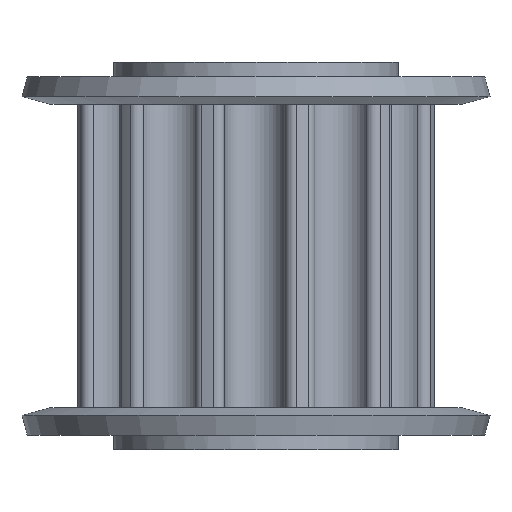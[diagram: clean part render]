
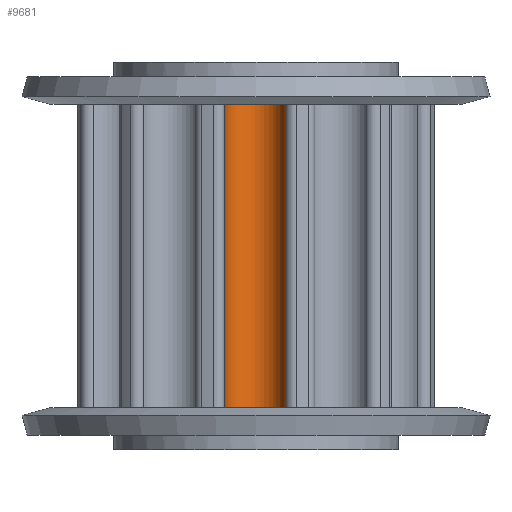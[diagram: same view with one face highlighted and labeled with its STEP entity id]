
A CAD part, front view. The second image highlights one B-rep face of the part: STEP entity #9681.
In plain terms, the highlighted cylindrical face has radius 1.499 mm (diameter 2.997 mm), a partial arc.
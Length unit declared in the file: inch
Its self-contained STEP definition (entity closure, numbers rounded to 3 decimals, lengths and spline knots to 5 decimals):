
#216 = VERTEX_POINT ( 'NONE', #3047 ) ;
#352 = AXIS2_PLACEMENT_3D ( 'NONE', #2789, #10929, #13165 ) ;
#384 = CARTESIAN_POINT ( 'NONE',  ( 0.0243, -0.27452, -0.294 ) ) ;
#797 = DIRECTION ( 'NONE',  ( 0., 0., -1. ) ) ;
#1182 = EDGE_CURVE ( 'NONE', #5640, #13810, #1577, .T. ) ;
#1264 = VERTEX_POINT ( 'NONE', #7659 ) ;
#1268 = DIRECTION ( 'NONE',  ( 0., 0., -1. ) ) ;
#1514 = CARTESIAN_POINT ( 'NONE',  ( -0.02765, -0.2742, 0.294 ) ) ;
#1546 = CIRCLE ( 'NONE', #9956, 0.059 ) ;
#1577 = LINE ( 'NONE', #7221, #6951 ) ;
#1598 = ORIENTED_EDGE ( 'NONE', *, *, #6620, .T. ) ;
#1851 = CARTESIAN_POINT ( 'NONE',  ( -0.002, -0.32733, 0.294 ) ) ;
#2157 = DIRECTION ( 'NONE',  ( 1., 0., 0. ) ) ;
#2163 = ORIENTED_EDGE ( 'NONE', *, *, #1182, .F. ) ;
#2318 = CIRCLE ( 'NONE', #10979, 0.059 ) ;
#2789 = CARTESIAN_POINT ( 'NONE',  ( -0.002, -0.32733, 0.294 ) ) ;
#3041 = DIRECTION ( 'NONE',  ( 0., 0., -1. ) ) ;
#3047 = CARTESIAN_POINT ( 'NONE',  ( -0.02765, -0.2742, -0.294 ) ) ;
#3520 = DIRECTION ( 'NONE',  ( 1., 0., 0. ) ) ;
#3670 = DIRECTION ( 'NONE',  ( -1., 0., 0. ) ) ;
#3704 = AXIS2_PLACEMENT_3D ( 'NONE', #12271, #1268, #3670 ) ;
#4518 = EDGE_LOOP ( 'NONE', ( #2163, #6768, #10146, #9128, #7902, #14746, #1598, #7605 ) ) ;
#4609 = CARTESIAN_POINT ( 'NONE',  ( 0.0243, -0.27452, 0.294 ) ) ;
#4827 = CARTESIAN_POINT ( 'NONE',  ( -0.002, -0.32733, -0.294 ) ) ;
#5180 = LINE ( 'NONE', #9771, #9746 ) ;
#5248 = VERTEX_POINT ( 'NONE', #8526 ) ;
#5568 = CARTESIAN_POINT ( 'NONE',  ( -0.002, -0.32733, -0.294 ) ) ;
#5640 = VERTEX_POINT ( 'NONE', #10585 ) ;
#5985 = CIRCLE ( 'NONE', #6703, 0.059 ) ;
#6315 = DIRECTION ( 'NONE',  ( 0., 0., -1. ) ) ;
#6620 = EDGE_CURVE ( 'NONE', #216, #14307, #1546, .T. ) ;
#6703 = AXIS2_PLACEMENT_3D ( 'NONE', #1851, #3041, #8999 ) ;
#6768 = ORIENTED_EDGE ( 'NONE', *, *, #6886, .F. ) ;
#6886 = EDGE_CURVE ( 'NONE', #9357, #5640, #5985, .T. ) ;
#6951 = VECTOR ( 'NONE', #6315, 39.37008 ) ;
#7221 = CARTESIAN_POINT ( 'NONE',  ( 0.057, -0.32733, 0.294 ) ) ;
#7605 = ORIENTED_EDGE ( 'NONE', *, *, #13778, .T. ) ;
#7659 = CARTESIAN_POINT ( 'NONE',  ( -0.061, -0.32733, 0.294 ) ) ;
#7902 = ORIENTED_EDGE ( 'NONE', *, *, #12864, .T. ) ;
#8442 = DIRECTION ( 'NONE',  ( 1., 0., 0. ) ) ;
#8526 = CARTESIAN_POINT ( 'NONE',  ( -0.061, -0.32733, -0.294 ) ) ;
#8787 = AXIS2_PLACEMENT_3D ( 'NONE', #13822, #11586, #3520 ) ;
#8798 = CARTESIAN_POINT ( 'NONE',  ( -0.002, -0.32733, -0.294 ) ) ;
#8999 = DIRECTION ( 'NONE',  ( 1., 0., 0. ) ) ;
#9128 = ORIENTED_EDGE ( 'NONE', *, *, #11988, .F. ) ;
#9357 = VERTEX_POINT ( 'NONE', #4609 ) ;
#9465 = EDGE_CURVE ( 'NONE', #13686, #9357, #13319, .T. ) ;
#9543 = EDGE_CURVE ( 'NONE', #5248, #216, #13798, .T. ) ;
#9681 = ADVANCED_FACE ( 'NONE', ( #10319 ), #13390, .F. ) ;
#9746 = VECTOR ( 'NONE', #10833, 39.37008 ) ;
#9771 = CARTESIAN_POINT ( 'NONE',  ( -0.061, -0.32733, 0.294 ) ) ;
#9956 = AXIS2_PLACEMENT_3D ( 'NONE', #8798, #797, #2157 ) ;
#10146 = ORIENTED_EDGE ( 'NONE', *, *, #9465, .F. ) ;
#10319 = FACE_OUTER_BOUND ( 'NONE', #4518, .T. ) ;
#10585 = CARTESIAN_POINT ( 'NONE',  ( 0.057, -0.32733, 0.294 ) ) ;
#10833 = DIRECTION ( 'NONE',  ( 0., 0., -1. ) ) ;
#10929 = DIRECTION ( 'NONE',  ( 0., 0., -1. ) ) ;
#10941 = CIRCLE ( 'NONE', #8787, 0.059 ) ;
#10979 = AXIS2_PLACEMENT_3D ( 'NONE', #4827, #14142, #8442 ) ;
#11586 = DIRECTION ( 'NONE',  ( 0., 0., -1. ) ) ;
#11907 = CARTESIAN_POINT ( 'NONE',  ( 0.057, -0.32733, -0.294 ) ) ;
#11988 = EDGE_CURVE ( 'NONE', #1264, #13686, #10941, .T. ) ;
#12130 = AXIS2_PLACEMENT_3D ( 'NONE', #5568, #12341, #14812 ) ;
#12271 = CARTESIAN_POINT ( 'NONE',  ( -0.002, -0.32733, 0.294 ) ) ;
#12341 = DIRECTION ( 'NONE',  ( 0., 0., -1. ) ) ;
#12864 = EDGE_CURVE ( 'NONE', #1264, #5248, #5180, .T. ) ;
#13165 = DIRECTION ( 'NONE',  ( 1., 0., 0. ) ) ;
#13319 = CIRCLE ( 'NONE', #352, 0.059 ) ;
#13390 = CYLINDRICAL_SURFACE ( 'NONE', #3704, 0.059 ) ;
#13686 = VERTEX_POINT ( 'NONE', #1514 ) ;
#13778 = EDGE_CURVE ( 'NONE', #14307, #13810, #2318, .T. ) ;
#13798 = CIRCLE ( 'NONE', #12130, 0.059 ) ;
#13810 = VERTEX_POINT ( 'NONE', #11907 ) ;
#13822 = CARTESIAN_POINT ( 'NONE',  ( -0.002, -0.32733, 0.294 ) ) ;
#14142 = DIRECTION ( 'NONE',  ( 0., 0., -1. ) ) ;
#14307 = VERTEX_POINT ( 'NONE', #384 ) ;
#14746 = ORIENTED_EDGE ( 'NONE', *, *, #9543, .T. ) ;
#14812 = DIRECTION ( 'NONE',  ( 1., 0., 0. ) ) ;
